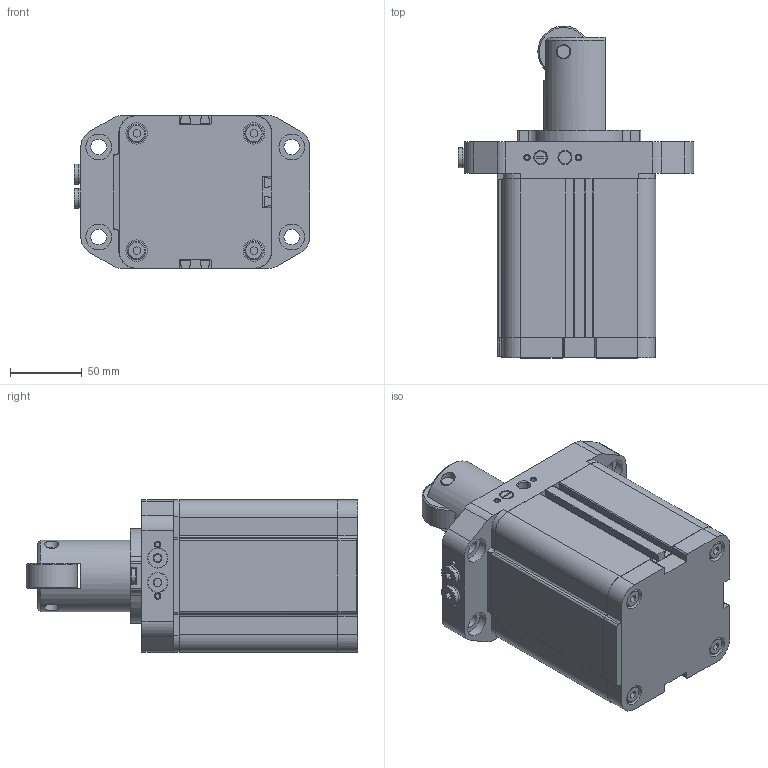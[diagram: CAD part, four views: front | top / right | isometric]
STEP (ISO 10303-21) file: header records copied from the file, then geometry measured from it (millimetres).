
FILE_DESCRIPTION(/* description */ ('STEP AP214'),/* implementation_level */ '2;1');
FILE_NAME(/* name */ '164894_STAF-80-40-P-A-R',/* time_stamp */ '2024-09-12T16:19:23+02:00',/* author */ ('License CC BY-ND 4.0'),/* organization */ ('CADENAS'),/* preprocessor_version */ 'ST-DEVELOPER v19.3',/* originating_system */ 'PARTsolutions',/* authorisation */ ' ');
FILE_SCHEMA (('AUTOMOTIVE_DESIGN { 1 0 10303 214 3 1 1 }','AUTOMOTIVE_DESIGN {1 0 10303 214 3 1 1}'));
Length unit declared in the file: millimetre
Products named in the file (5): 164894 STAF-80-40-P-A-R---(0_-); 164894 STAF-80-40-P-A-R---(ZYL); 164894 STAF-80-40-P-A-R---(-_K); 340116 G1/8-AEVU; 3568 B-1/8
Assembly tree (5 placements, depth 2):
  164894 STAF-80-40-P-A-R---(0_-)
    164894 STAF-80-40-P-A-R---(ZYL)
    164894 STAF-80-40-P-A-R---(-_K)
    340116 G1/8-AEVU
    3568 B-1/8  x2
Bounding box: 164.6 x 232 x 107 mm (x, y, z)
Volume: 1738486.1 mm3; surface area: 193592.3 mm2
Topology: 5 solids, 5 shells, 434 faces, 1070 edges, 697 vertices
Faces by surface type: plane 243, cylinder 153, cone 36, torus 2
Full cylindrical faces by diameter (mm): 3.242 x4, 6.2 x1, 8.3 x1, 8.566 x4, 9.728 x2, 10 x4, 11 x4, 12.6 x2, 13 x4, 14 x4, 15 x4, 18 x8, 36 x1, 50 x2, 80 x2
Entity records: 14544 total; most frequent: CARTESIAN_POINT 2126, DIRECTION 2118, ORIENTED_EDGE 1902, EDGE_CURVE 951, AXIS2_PLACEMENT_3D 767, VERTEX_POINT 665, LINE 584, VECTOR 584
